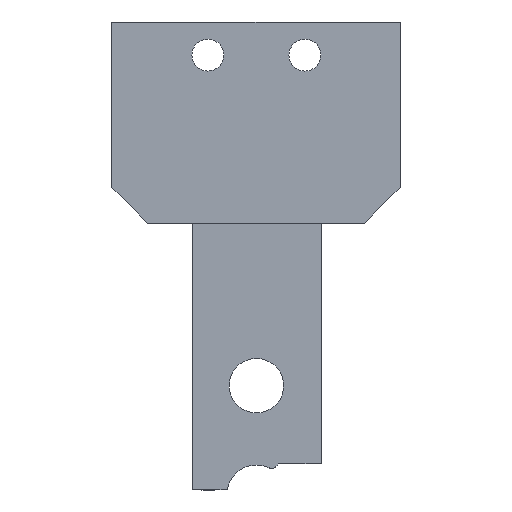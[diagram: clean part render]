
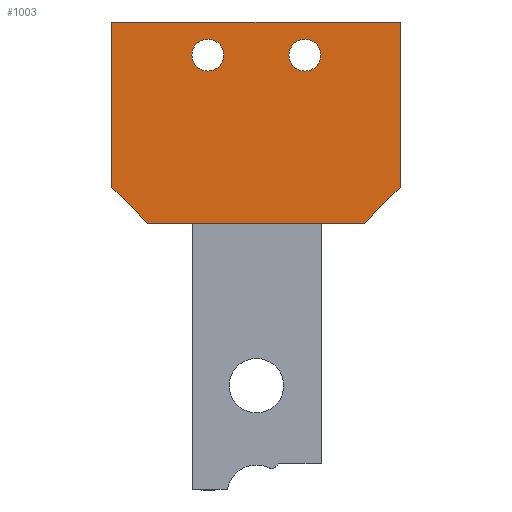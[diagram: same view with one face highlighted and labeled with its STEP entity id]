
A CAD part, front view. The second image highlights one B-rep face of the part: STEP entity #1003.
In plain terms, the highlighted planar face has unit normal (0, -1, 0).
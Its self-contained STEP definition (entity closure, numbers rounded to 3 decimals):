
#28=FACE_BOUND('',#168,.T.);
#29=FACE_BOUND('',#169,.T.);
#43=CIRCLE('',#1061,1.35);
#45=CIRCLE('',#1064,1.35);
#108=FACE_OUTER_BOUND('',#167,.T.);
#167=EDGE_LOOP('',(#901,#902,#903,#904,#905,#906));
#168=EDGE_LOOP('',(#907));
#169=EDGE_LOOP('',(#908));
#246=LINE('',#1539,#365);
#265=LINE('',#1589,#384);
#283=LINE('',#1624,#402);
#286=LINE('',#1631,#405);
#287=LINE('',#1633,#406);
#288=LINE('',#1635,#407);
#365=VECTOR('',#1249,10.);
#384=VECTOR('',#1302,10.);
#402=VECTOR('',#1336,10.);
#405=VECTOR('',#1345,10.);
#406=VECTOR('',#1348,10.);
#407=VECTOR('',#1351,10.);
#472=VERTEX_POINT('',#1536);
#473=VERTEX_POINT('',#1538);
#475=VERTEX_POINT('',#1544);
#477=VERTEX_POINT('',#1550);
#486=VERTEX_POINT('',#1586);
#487=VERTEX_POINT('',#1588);
#496=VERTEX_POINT('',#1622);
#497=VERTEX_POINT('',#1629);
#586=EDGE_CURVE('',#472,#473,#246,.T.);
#590=EDGE_CURVE('',#475,#475,#43,.T.);
#593=EDGE_CURVE('',#477,#477,#45,.T.);
#611=EDGE_CURVE('',#487,#486,#265,.F.);
#629=EDGE_CURVE('',#486,#496,#283,.F.);
#632=EDGE_CURVE('',#497,#487,#286,.F.);
#633=EDGE_CURVE('',#497,#472,#287,.T.);
#634=EDGE_CURVE('',#473,#496,#288,.T.);
#901=ORIENTED_EDGE('',*,*,#586,.F.);
#902=ORIENTED_EDGE('',*,*,#633,.F.);
#903=ORIENTED_EDGE('',*,*,#632,.T.);
#904=ORIENTED_EDGE('',*,*,#611,.T.);
#905=ORIENTED_EDGE('',*,*,#629,.T.);
#906=ORIENTED_EDGE('',*,*,#634,.F.);
#907=ORIENTED_EDGE('',*,*,#593,.T.);
#908=ORIENTED_EDGE('',*,*,#590,.T.);
#951=PLANE('',#1089);
#1003=ADVANCED_FACE('',(#108,#28,#29),#951,.T.);
#1061=AXIS2_PLACEMENT_3D('',#1546,#1256,#1257);
#1064=AXIS2_PLACEMENT_3D('',#1552,#1263,#1264);
#1089=AXIS2_PLACEMENT_3D('',#1636,#1352,#1353);
#1249=DIRECTION('',(-1.,0.,0.));
#1256=DIRECTION('center_axis',(0.,1.,0.));
#1257=DIRECTION('ref_axis',(-1.,0.,0.));
#1263=DIRECTION('center_axis',(0.,1.,0.));
#1264=DIRECTION('ref_axis',(-1.,0.,0.));
#1302=DIRECTION('',(1.,0.,0.));
#1336=DIRECTION('',(0.,0.,1.));
#1345=DIRECTION('',(0.,0.,-1.));
#1348=DIRECTION('',(-0.707,0.,-0.707));
#1351=DIRECTION('',(-0.707,0.,0.707));
#1352=DIRECTION('center_axis',(0.,-1.,0.));
#1353=DIRECTION('ref_axis',(0.,0.,
-1.));
#1536=CARTESIAN_POINT('',(9.496,30.884,-12.098));
#1538=CARTESIAN_POINT('',(-8.854,30.884,-12.098));
#1539=CARTESIAN_POINT('',(0.319,30.884,-12.098));
#1544=CARTESIAN_POINT('',(-2.397,30.884,2.101));
#1546=CARTESIAN_POINT('Origin',(-3.747,30.884,2.101));
#1550=CARTESIAN_POINT('',(5.806,30.884,2.101));
#1552=CARTESIAN_POINT('Origin',(4.456,30.884,2.101));
#1586=CARTESIAN_POINT('',(-11.854,30.884,4.9));
#1588=CARTESIAN_POINT('',(12.496,30.884,4.9));
#1589=CARTESIAN_POINT('',(0.334,30.884,4.9));
#1622=CARTESIAN_POINT('',(-11.854,30.884,-9.098));
#1624=CARTESIAN_POINT('',(-11.854,30.884,-7.975));
#1629=CARTESIAN_POINT('',(12.496,30.884,-9.098));
#1631=CARTESIAN_POINT('',(12.496,30.884,-7.975));
#1633=CARTESIAN_POINT('',(7.013,30.884,-14.58));
#1635=CARTESIAN_POINT('',(-6.374,30.884,-14.579));
#1636=CARTESIAN_POINT('Origin',(0.318,30.884,-16.969));
